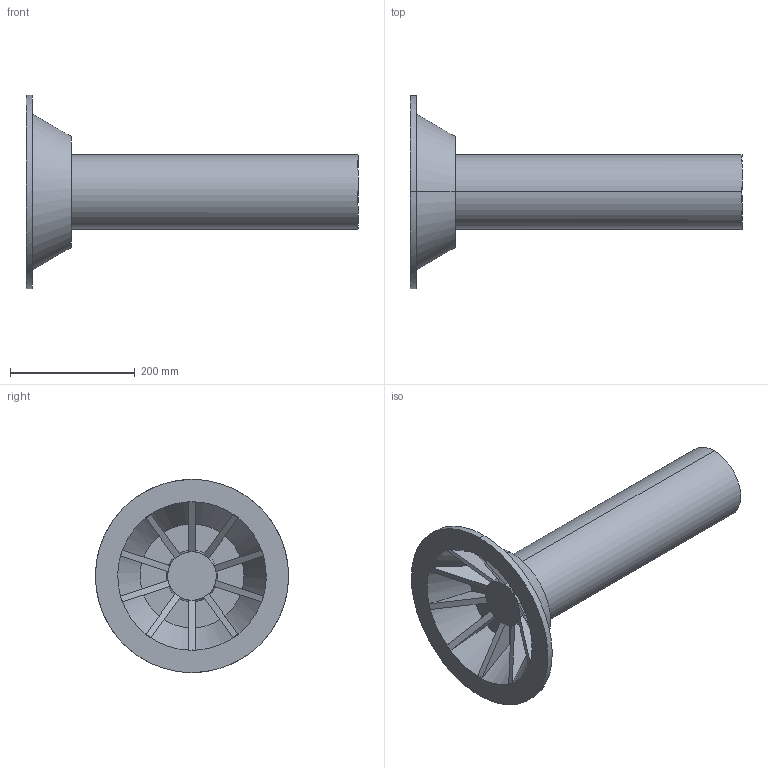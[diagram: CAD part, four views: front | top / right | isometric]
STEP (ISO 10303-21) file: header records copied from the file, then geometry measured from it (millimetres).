
FILE_DESCRIPTION (( 'STEP AP203' ), '1' );
FILE_NAME ('M5 - Model_003_kapak.IGS_Default_sldprt.STEP', '2023-01-17T11:22:52', ( '' ), ( '' ), 'SwSTEP 2.0', 'SolidWorks 2019', '' );
FILE_SCHEMA (( 'CONFIG_CONTROL_DESIGN' ));
Length unit declared in the file: millimetre
Products named in the file (1): M5 - Model_003_kapak.IGS_Default_sldprt
Bounding box: 532.32 x 309.61 x 309.65 mm (x, y, z)
Volume: 2770171.4 mm3; surface area: 585700.5 mm2
Topology: 11 solids, 11 shells, 82 faces, 162 edges, 108 vertices
Faces by surface type: bspline 82
Entity records: 3253 total; most frequent: CARTESIAN_POINT 2075, ORIENTED_EDGE 324, EDGE_CURVE 162, B_SPLINE_CURVE_WITH_KNOTS 154, VERTEX_POINT 108, EDGE_LOOP 88, ADVANCED_FACE 82, FACE_OUTER_BOUND 82
